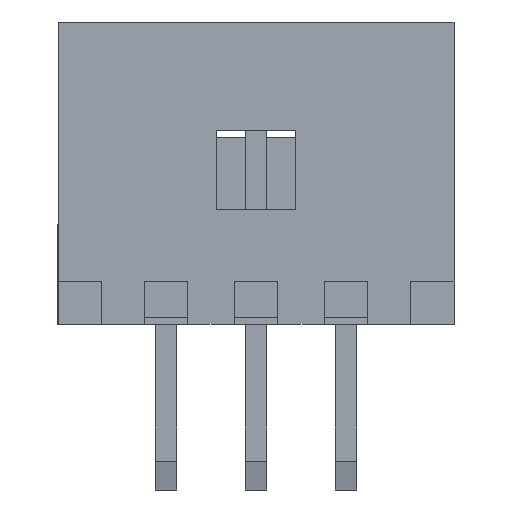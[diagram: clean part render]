
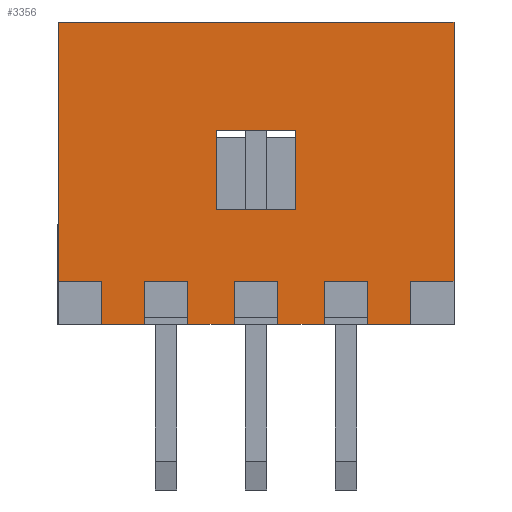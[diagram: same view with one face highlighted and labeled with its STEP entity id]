
A CAD part, front view. The second image highlights one B-rep face of the part: STEP entity #3356.
In plain terms, the highlighted face is planar.
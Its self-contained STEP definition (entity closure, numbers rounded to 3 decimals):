
#442=ORIENTED_EDGE('',*,*,#905,.T.);
#443=ORIENTED_EDGE('',*,*,#902,.T.);
#444=ORIENTED_EDGE('',*,*,#907,.T.);
#445=ORIENTED_EDGE('',*,*,#898,.T.);
#446=ORIENTED_EDGE('',*,*,#853,.F.);
#447=ORIENTED_EDGE('',*,*,#780,.F.);
#448=ORIENTED_EDGE('',*,*,#862,.T.);
#449=ORIENTED_EDGE('',*,*,#980,.T.);
#450=ORIENTED_EDGE('',*,*,#875,.F.);
#451=ORIENTED_EDGE('',*,*,#787,.F.);
#452=ORIENTED_EDGE('',*,*,#884,.T.);
#453=ORIENTED_EDGE('',*,*,#981,.T.);
#454=ORIENTED_EDGE('',*,*,#909,.F.);
#455=ORIENTED_EDGE('',*,*,#794,.F.);
#456=ORIENTED_EDGE('',*,*,#918,.T.);
#457=ORIENTED_EDGE('',*,*,#982,.T.);
#458=ORIENTED_EDGE('',*,*,#839,.F.);
#459=ORIENTED_EDGE('',*,*,#842,.F.);
#460=ORIENTED_EDGE('',*,*,#970,.F.);
#461=ORIENTED_EDGE('',*,*,#979,.F.);
#462=ORIENTED_EDGE('',*,*,#971,.T.);
#463=ORIENTED_EDGE('',*,*,#851,.F.);
#464=ORIENTED_EDGE('',*,*,#848,.F.);
#465=ORIENTED_EDGE('',*,*,#983,.T.);
#780=EDGE_CURVE('',#1125,#1126,#1359,.T.);
#787=EDGE_CURVE('',#1131,#1132,#1366,.T.);
#794=EDGE_CURVE('',#1137,#1138,#1373,.T.);
#839=EDGE_CURVE('',#1171,#1172,#1418,.T.);
#842=EDGE_CURVE('',#1173,#1171,#1421,.T.);
#848=EDGE_CURVE('',#1178,#1179,#1427,.T.);
#851=EDGE_CURVE('',#1179,#1180,#1430,.T.);
#853=EDGE_CURVE('',#1126,#1181,#1432,.T.);
#862=EDGE_CURVE('',#1125,#1186,#1441,.T.);
#875=EDGE_CURVE('',#1132,#1195,#1454,.T.);
#884=EDGE_CURVE('',#1131,#1200,#1463,.T.);
#898=EDGE_CURVE('',#1211,#1210,#1477,.T.);
#902=EDGE_CURVE('',#1215,#1214,#1481,.T.);
#905=EDGE_CURVE('',#1210,#1215,#1484,.T.);
#907=EDGE_CURVE('',#1214,#1211,#1486,.T.);
#909=EDGE_CURVE('',#1138,#1217,#1488,.T.);
#918=EDGE_CURVE('',#1137,#1222,#1497,.T.);
#970=EDGE_CURVE('',#1248,#1173,#1549,.T.);
#971=EDGE_CURVE('',#1249,#1180,#1550,.T.);
#979=EDGE_CURVE('',#1249,#1248,#1558,.T.);
#980=EDGE_CURVE('',#1186,#1195,#1559,.T.);
#981=EDGE_CURVE('',#1200,#1217,#1560,.T.);
#982=EDGE_CURVE('',#1222,#1172,#1561,.T.);
#983=EDGE_CURVE('',#1178,#1181,#1562,.T.);
#1125=VERTEX_POINT('',#4250);
#1126=VERTEX_POINT('',#4251);
#1131=VERTEX_POINT('',#4265);
#1132=VERTEX_POINT('',#4266);
#1137=VERTEX_POINT('',#4280);
#1138=VERTEX_POINT('',#4281);
#1171=VERTEX_POINT('',#4373);
#1172=VERTEX_POINT('',#4374);
#1173=VERTEX_POINT('',#4379);
#1178=VERTEX_POINT('',#4392);
#1179=VERTEX_POINT('',#4393);
#1180=VERTEX_POINT('',#4398);
#1181=VERTEX_POINT('',#4402);
#1186=VERTEX_POINT('',#4417);
#1195=VERTEX_POINT('',#4446);
#1200=VERTEX_POINT('',#4461);
#1210=VERTEX_POINT('',#4491);
#1211=VERTEX_POINT('',#4493);
#1214=VERTEX_POINT('',#4500);
#1215=VERTEX_POINT('',#4502);
#1217=VERTEX_POINT('',#4514);
#1222=VERTEX_POINT('',#4529);
#1248=VERTEX_POINT('',#4631);
#1249=VERTEX_POINT('',#4635);
#1359=LINE('',#4249,#1710);
#1366=LINE('',#4264,#1717);
#1373=LINE('',#4279,#1724);
#1418=LINE('',#4372,#1769);
#1421=LINE('',#4378,#1772);
#1427=LINE('',#4391,#1778);
#1430=LINE('',#4397,#1781);
#1432=LINE('',#4401,#1783);
#1441=LINE('',#4418,#1792);
#1454=LINE('',#4445,#1805);
#1463=LINE('',#4462,#1814);
#1477=LINE('',#4492,#1828);
#1481=LINE('',#4501,#1832);
#1484=LINE('',#4507,#1835);
#1486=LINE('',#4510,#1837);
#1488=LINE('',#4513,#1839);
#1497=LINE('',#4530,#1848);
#1549=LINE('',#4632,#1900);
#1550=LINE('',#4634,#1901);
#1558=LINE('',#4646,#1909);
#1559=LINE('',#4649,#1910);
#1560=LINE('',#4650,#1911);
#1561=LINE('',#4651,#1912);
#1562=LINE('',#4652,#1913);
#1710=VECTOR('',#3605,1000.);
#1717=VECTOR('',#3616,1000.);
#1724=VECTOR('',#3627,1000.);
#1769=VECTOR('',#3700,1000.);
#1772=VECTOR('',#3705,1000.);
#1778=VECTOR('',#3715,1000.);
#1781=VECTOR('',#3720,1000.);
#1783=VECTOR('',#3724,1000.);
#1792=VECTOR('',#3737,1000.);
#1805=VECTOR('',#3762,1000.);
#1814=VECTOR('',#3775,1000.);
#1828=VECTOR('',#3801,1000.);
#1832=VECTOR('',#3807,1000.);
#1835=VECTOR('',#3812,1000.);
#1837=VECTOR('',#3816,1000.);
#1839=VECTOR('',#3820,1000.);
#1848=VECTOR('',#3833,1000.);
#1900=VECTOR('',#3933,1000.);
#1901=VECTOR('',#3936,1000.);
#1909=VECTOR('',#3948,1000.);
#1910=VECTOR('',#3953,1000.);
#1911=VECTOR('',#3954,1000.);
#1912=VECTOR('',#3955,1000.);
#1913=VECTOR('',#3956,1000.);
#2092=EDGE_LOOP('',(#442,#443,#444,#445));
#2093=EDGE_LOOP('',(#446,#447,#448,#449,#450,#451,#452,#453,#454,#455,#456,
#457,#458,#459,#460,#461,#462,#463,#464,#465));
#2225=FACE_BOUND('',#2092,.T.);
#2226=FACE_BOUND('',#2093,.T.);
#2354=PLANE('',#3488);
#3356=ADVANCED_FACE('',(#2225,#2226),#2354,.T.);
#3488=AXIS2_PLACEMENT_3D('',#4648,#3951,#3952);
#3605=DIRECTION('',(1.,0.,0.));
#3616=DIRECTION('',(1.,0.,0.));
#3627=DIRECTION('',(1.,0.,0.));
#3700=DIRECTION('',(0.,0.,-1.));
#3705=DIRECTION('',(1.,0.,0.));
#3715=DIRECTION('',(0.,0.,1.));
#3720=DIRECTION('',(1.,0.,0.));
#3724=DIRECTION('',(0.,0.,-1.));
#3737=DIRECTION('',(0.,0.,-1.));
#3762=DIRECTION('',(0.,0.,-1.));
#3775=DIRECTION('',(0.,0.,-1.));
#3801=DIRECTION('',(0.,0.,-1.));
#3807=DIRECTION('',(0.,0.,1.));
#3812=DIRECTION('',(1.,0.,0.));
#3816=DIRECTION('',(-1.,0.,0.));
#3820=DIRECTION('',(0.,0.,-1.));
#3833=DIRECTION('',(0.,0.,-1.));
#3933=DIRECTION('',(0.,0.,-1.));
#3936=DIRECTION('',(0.,0.,-1.));
#3948=DIRECTION('',(-1.,0.,0.));
#3951=DIRECTION('',(0.,1.,0.));
#3952=DIRECTION('',(0.,0.,1.));
#3953=DIRECTION('',(-1.,0.,0.));
#3954=DIRECTION('',(-1.,0.,0.));
#3955=DIRECTION('',(-1.,0.,0.));
#3956=DIRECTION('',(-1.,0.,0.));
#4249=CARTESIAN_POINT('',(0.95,1.6,-1.5));
#4250=CARTESIAN_POINT('',(0.95,1.6,-1.5));
#4251=CARTESIAN_POINT('',(1.55,1.6,-1.5));
#4264=CARTESIAN_POINT('',(-0.3,1.6,-1.5));
#4265=CARTESIAN_POINT('',(-0.3,1.6,-1.5));
#4266=CARTESIAN_POINT('',(0.3,1.6,-1.5));
#4279=CARTESIAN_POINT('',(-1.55,1.6,-1.5));
#4280=CARTESIAN_POINT('',(-1.55,1.6,-1.5));
#4281=CARTESIAN_POINT('',(-0.95,1.6,-1.5));
#4372=CARTESIAN_POINT('',(-2.15,1.6,-1.5));
#4373=CARTESIAN_POINT('',(-2.15,1.6,-1.5));
#4374=CARTESIAN_POINT('',(-2.15,1.6,-2.1));
#4378=CARTESIAN_POINT('',(-2.75,1.6,-1.5));
#4379=CARTESIAN_POINT('',(-2.75,1.6,-1.5));
#4391=CARTESIAN_POINT('',(2.15,1.6,-2.1));
#4392=CARTESIAN_POINT('',(2.15,1.6,-2.1));
#4393=CARTESIAN_POINT('',(2.15,1.6,-1.5));
#4397=CARTESIAN_POINT('',(2.15,1.6,-1.5));
#4398=CARTESIAN_POINT('',(2.75,1.6,-1.5));
#4401=CARTESIAN_POINT('',(1.55,1.6,-2.));
#4402=CARTESIAN_POINT('',(1.55,1.6,-2.1));
#4417=CARTESIAN_POINT('',(0.95,1.6,-2.1));
#4418=CARTESIAN_POINT('',(0.95,1.6,-2.));
#4445=CARTESIAN_POINT('',(0.3,1.6,-2.));
#4446=CARTESIAN_POINT('',(0.3,1.6,-2.1));
#4461=CARTESIAN_POINT('',(-0.3,1.6,-2.1));
#4462=CARTESIAN_POINT('',(-0.3,1.6,-2.));
#4491=CARTESIAN_POINT('',(-0.55,1.6,-0.5));
#4492=CARTESIAN_POINT('',(-0.55,1.6,0.6));
#4493=CARTESIAN_POINT('',(-0.55,1.6,0.6));
#4500=CARTESIAN_POINT('',(0.55,1.6,0.6));
#4501=CARTESIAN_POINT('',(0.55,1.6,-0.5));
#4502=CARTESIAN_POINT('',(0.55,1.6,-0.5));
#4507=CARTESIAN_POINT('',(-0.55,1.6,-0.5));
#4510=CARTESIAN_POINT('',(0.55,1.6,0.6));
#4513=CARTESIAN_POINT('',(-0.95,1.6,-2.));
#4514=CARTESIAN_POINT('',(-0.95,1.6,-2.1));
#4529=CARTESIAN_POINT('',(-1.55,1.6,-2.1));
#4530=CARTESIAN_POINT('',(-1.55,1.6,-2.));
#4631=CARTESIAN_POINT('',(-2.75,1.6,2.1));
#4632=CARTESIAN_POINT('',(-2.75,1.6,2.1));
#4634=CARTESIAN_POINT('',(2.75,1.6,2.1));
#4635=CARTESIAN_POINT('',(2.75,1.6,2.1));
#4646=CARTESIAN_POINT('',(2.75,1.6,2.1));
#4648=CARTESIAN_POINT('',(2.75,1.6,2.1));
#4649=CARTESIAN_POINT('',(2.75,1.6,-2.1));
#4650=CARTESIAN_POINT('',(2.75,1.6,-2.1));
#4651=CARTESIAN_POINT('',(2.75,1.6,-2.1));
#4652=CARTESIAN_POINT('',(2.75,1.6,-2.1));
